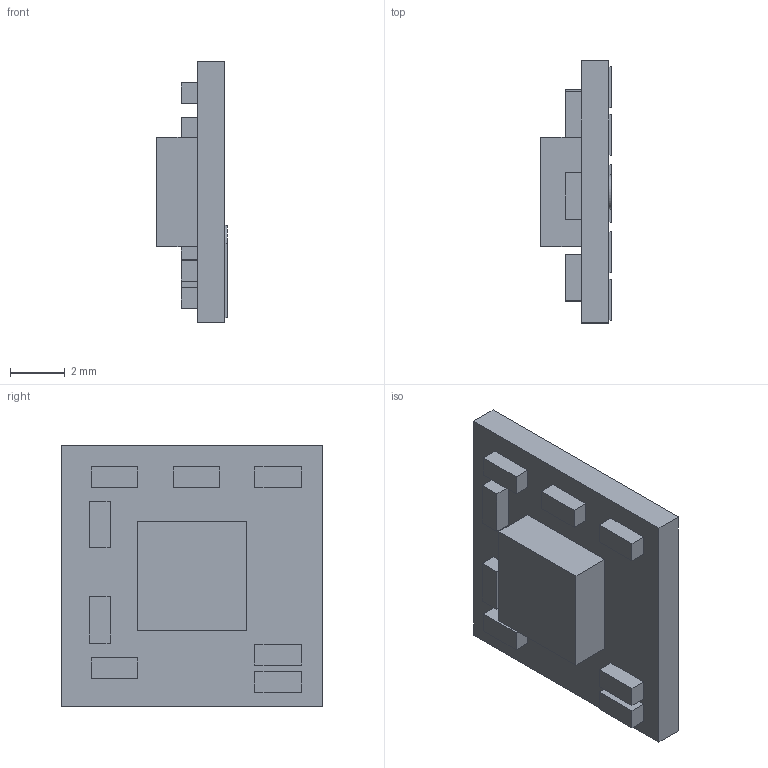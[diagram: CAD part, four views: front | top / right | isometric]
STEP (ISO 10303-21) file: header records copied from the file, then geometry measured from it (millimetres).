
FILE_DESCRIPTION(/* description */ (''),/* implementation_level */ '2;1');
FILE_NAME(/* name */ 'Platine 3Achs v2.step',/* time_stamp */ '2018-02-13T14:55:10+01:00',/* author */ ('christoph.tauchert'),/* organization */ (''),/* preprocessor_version */ 'ST-DEVELOPER v16.13',/* originating_system */ 'Autodesk Translation Framework v6.5.0.72',/* authorisation */ '');
FILE_SCHEMA (('AUTOMOTIVE_DESIGN { 1 0 10303 214 3 1 1 }'));
Length unit declared in the file: millimetre
Products named in the file (2): Platine 3Achs; Komponente1
Assembly tree (1 placements, depth 2):
  Platine 3Achs
    Komponente1
Bounding box: 2.6 x 9.6 x 9.6 mm (x, y, z)
Volume: 124.4 mm3; surface area: 327.5 mm2
Topology: 10 solids, 10 shells, 87 faces, 185 edges, 124 vertices
Faces by surface type: plane 86, cylinder 1
Full cylindrical faces by diameter (mm): 1.269 x1
Entity records: 2372 total; most frequent: CARTESIAN_POINT 399, ORIENTED_EDGE 370, DIRECTION 369, EDGE_CURVE 185, LINE 181, VECTOR 181, VERTEX_POINT 124, AXIS2_PLACEMENT_3D 94
